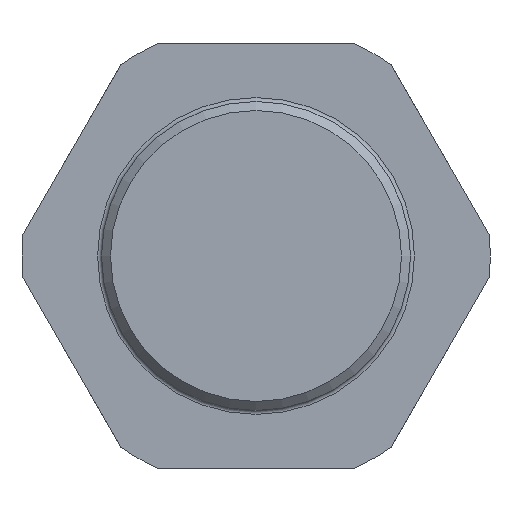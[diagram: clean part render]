
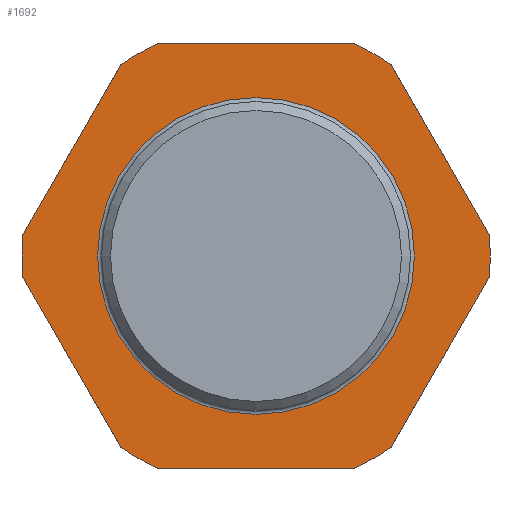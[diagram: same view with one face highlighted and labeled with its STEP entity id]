
A CAD part, left-side view. The second image highlights one B-rep face of the part: STEP entity #1692.
In plain terms, the highlighted planar face has unit normal (-1, 0, 0).
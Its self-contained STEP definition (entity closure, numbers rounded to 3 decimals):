
#55=LINE('',#3169,#85);
#58=LINE('',#3199,#88);
#61=LINE('',#3229,#91);
#64=LINE('',#3259,#94);
#67=LINE('',#3289,#97);
#70=LINE('',#3319,#100);
#85=VECTOR('',#2326,10.);
#88=VECTOR('',#2331,10.);
#91=VECTOR('',#2336,10.);
#94=VECTOR('',#2341,10.);
#97=VECTOR('',#2346,10.);
#100=VECTOR('',#2351,10.);
#137=PLANE('',#1933);
#336=FACE_BOUND('',#698,.T.);
#508=FACE_OUTER_BOUND('',#697,.T.);
#697=EDGE_LOOP('',(#1494,#1495,#1496,#1497,#1498,#1499,#1500,#1501,#1502,
#1503,#1504,#1505));
#698=EDGE_LOOP('',(#1506));
#864=CIRCLE('',#1915,30.3);
#865=CIRCLE('',#1917,30.3);
#867=CIRCLE('',#1920,30.3);
#870=CIRCLE('',#1924,30.3);
#872=CIRCLE('',#1927,30.3);
#873=CIRCLE('',#1929,30.3);
#876=CIRCLE('',#1934,20.5);
#1005=VERTEX_POINT('',#3166);
#1006=VERTEX_POINT('',#3168);
#1009=VERTEX_POINT('',#3196);
#1010=VERTEX_POINT('',#3198);
#1013=VERTEX_POINT('',#3226);
#1014=VERTEX_POINT('',#3228);
#1017=VERTEX_POINT('',#3256);
#1018=VERTEX_POINT('',#3258);
#1021=VERTEX_POINT('',#3286);
#1022=VERTEX_POINT('',#3288);
#1025=VERTEX_POINT('',#3316);
#1026=VERTEX_POINT('',#3318);
#1028=VERTEX_POINT('',#3343);
#1169=EDGE_CURVE('',#1006,#1005,#55,.T.);
#1173=EDGE_CURVE('',#1010,#1009,#58,.T.);
#1177=EDGE_CURVE('',#1014,#1013,#61,.T.);
#1181=EDGE_CURVE('',#1018,#1017,#64,.T.);
#1185=EDGE_CURVE('',#1022,#1021,#67,.T.);
#1189=EDGE_CURVE('',#1026,#1025,#70,.T.);
#1192=EDGE_CURVE('',#1026,#1017,#864,.T.);
#1193=EDGE_CURVE('',#1014,#1025,#865,.T.);
#1195=EDGE_CURVE('',#1010,#1021,#867,.T.);
#1198=EDGE_CURVE('',#1018,#1009,#870,.T.);
#1200=EDGE_CURVE('',#1022,#1005,#872,.T.);
#1201=EDGE_CURVE('',#1006,#1013,#873,.T.);
#1204=EDGE_CURVE('',#1028,#1028,#876,.T.);
#1494=ORIENTED_EDGE('',*,*,#1169,.T.);
#1495=ORIENTED_EDGE('',*,*,#1200,.F.);
#1496=ORIENTED_EDGE('',*,*,#1185,.T.);
#1497=ORIENTED_EDGE('',*,*,#1195,.F.);
#1498=ORIENTED_EDGE('',*,*,#1173,.T.);
#1499=ORIENTED_EDGE('',*,*,#1198,.F.);
#1500=ORIENTED_EDGE('',*,*,#1181,.T.);
#1501=ORIENTED_EDGE('',*,*,#1192,.F.);
#1502=ORIENTED_EDGE('',*,*,#1189,.T.);
#1503=ORIENTED_EDGE('',*,*,#1193,.F.);
#1504=ORIENTED_EDGE('',*,*,#1177,.T.);
#1505=ORIENTED_EDGE('',*,*,#1201,.F.);
#1506=ORIENTED_EDGE('',*,*,#1204,.T.);
#1692=ADVANCED_FACE('',(#508,#336),#137,.T.);
#1915=AXIS2_PLACEMENT_3D('',#3323,#2357,#2358);
#1917=AXIS2_PLACEMENT_3D('',#3325,#2361,#2362);
#1920=AXIS2_PLACEMENT_3D('',#3328,#2367,#2368);
#1924=AXIS2_PLACEMENT_3D('',#3332,#2375,#2376);
#1927=AXIS2_PLACEMENT_3D('',#3335,#2381,#2382);
#1929=AXIS2_PLACEMENT_3D('',#3337,#2385,#2386);
#1933=AXIS2_PLACEMENT_3D('',#3342,#2393,#2394);
#1934=AXIS2_PLACEMENT_3D('',#3344,#2395,#2396);
#2326=DIRECTION('',(0.,0.5,0.866));
#2331=DIRECTION('',(0.,0.5,-0.866));
#2336=DIRECTION('',(0.,-0.5,0.866));
#2341=DIRECTION('',(0.,-0.5,-0.866));
#2346=DIRECTION('',(0.,1.,0.));
#2351=DIRECTION('',(0.,-1.,0.));
#2357=DIRECTION('center_axis',(1.,0.,0.));
#2358=DIRECTION('ref_axis',(0.,0.,
1.));
#2361=DIRECTION('center_axis',(1.,0.,0.));
#2362=DIRECTION('ref_axis',(0.,0.,
1.));
#2367=DIRECTION('center_axis',(1.,0.,0.));
#2368=DIRECTION('ref_axis',(0.,0.,
1.));
#2375=DIRECTION('center_axis',(1.,0.,0.));
#2376=DIRECTION('ref_axis',(0.,0.,
1.));
#2381=DIRECTION('center_axis',(1.,0.,0.));
#2382=DIRECTION('ref_axis',(0.,0.,
1.));
#2385=DIRECTION('center_axis',(1.,0.,0.));
#2386=DIRECTION('ref_axis',(0.,0.,
1.));
#2393=DIRECTION('center_axis',(-1.,0.,0.));
#2394=DIRECTION('ref_axis',(0.,0.,
-1.));
#2395=DIRECTION('center_axis',(1.,0.,0.));
#2396=DIRECTION('ref_axis',(0.,0.,
1.));
#3166=CARTESIAN_POINT('',(-18.2,-17.455,24.767));
#3168=CARTESIAN_POINT('',(-18.2,-30.177,2.733));
#3169=CARTESIAN_POINT('',(-18.2,-30.784,1.681));
#3196=CARTESIAN_POINT('',(-18.2,30.177,2.733));
#3198=CARTESIAN_POINT('',(-18.2,17.455,24.767));
#3199=CARTESIAN_POINT('',(-18.2,16.848,25.819));
#3226=CARTESIAN_POINT('',(-18.2,-30.177,-2.733));
#3228=CARTESIAN_POINT('',(-18.2,-17.455,-24.767));
#3229=CARTESIAN_POINT('',(-18.2,-24.423,-12.698));
#3256=CARTESIAN_POINT('',(-18.2,17.455,-24.767));
#3258=CARTESIAN_POINT('',(-18.2,30.177,-2.733));
#3259=CARTESIAN_POINT('',(-18.2,23.209,-14.802));
#3286=CARTESIAN_POINT('',(-18.2,12.722,27.5));
#3288=CARTESIAN_POINT('',(-18.2,-12.722,27.5));
#3289=CARTESIAN_POINT('',(-18.2,-21.511,27.5));
#3316=CARTESIAN_POINT('',(-18.2,-12.722,-27.5));
#3318=CARTESIAN_POINT('',(-18.2,12.722,-27.5));
#3319=CARTESIAN_POINT('',(-18.2,-8.789,-27.5));
#3323=CARTESIAN_POINT('Origin',(-18.2,0.,
0.));
#3325=CARTESIAN_POINT('Origin',(-18.2,0.,
0.));
#3328=CARTESIAN_POINT('Origin',(-18.2,0.,
0.));
#3332=CARTESIAN_POINT('Origin',(-18.2,0.,
0.));
#3335=CARTESIAN_POINT('Origin',(-18.2,0.,
0.));
#3337=CARTESIAN_POINT('Origin',(-18.2,0.,
0.));
#3342=CARTESIAN_POINT('Origin',(-18.2,-30.3,0.));
#3343=CARTESIAN_POINT('',(-18.2,-20.5,0.));
#3344=CARTESIAN_POINT('Origin',(-18.2,0.,
0.));
